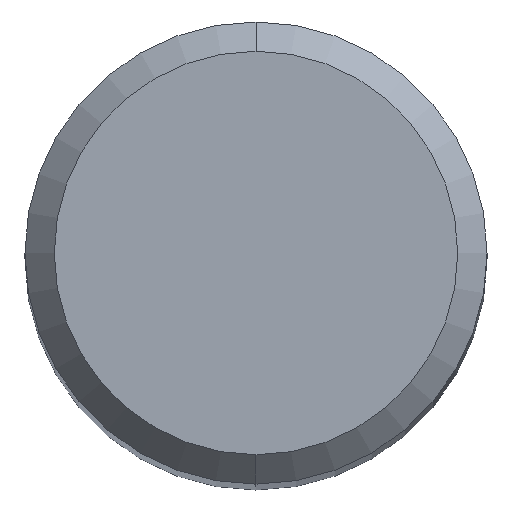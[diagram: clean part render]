
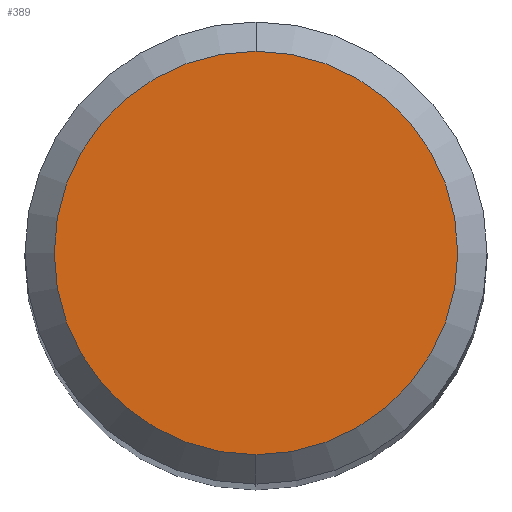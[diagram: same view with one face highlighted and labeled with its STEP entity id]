
A CAD part, top view. The second image highlights one B-rep face of the part: STEP entity #389.
In plain terms, the highlighted planar face has unit normal (0, 0, 1).
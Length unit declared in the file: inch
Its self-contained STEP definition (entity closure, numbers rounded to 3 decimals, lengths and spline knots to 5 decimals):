
#16 = CARTESIAN_POINT ( 'NONE',  ( 0., 0.1031, 0. ) ) ;
#24 = CARTESIAN_POINT ( 'NONE',  ( 0., 0., 0. ) ) ;
#69 = DIRECTION ( 'NONE',  ( 0., 0., 1. ) ) ;
#81 = PLANE ( 'NONE',  #484 ) ;
#105 = DIRECTION ( 'NONE',  ( 0., 1., 0. ) ) ;
#109 = DIRECTION ( 'NONE',  ( 0., 0., -1. ) ) ;
#142 = EDGE_CURVE ( 'NONE', #328, #408, #553, .T. ) ;
#191 = ORIENTED_EDGE ( 'NONE', *, *, #365, .T. ) ;
#217 = CARTESIAN_POINT ( 'NONE',  ( 0., 0., 0. ) ) ;
#224 = CIRCLE ( 'NONE', #521, 0.1031 ) ;
#262 = DIRECTION ( 'NONE',  ( 0., -1., 0. ) ) ;
#265 = DIRECTION ( 'NONE',  ( 0., 0., 1. ) ) ;
#299 = EDGE_LOOP ( 'NONE', ( #406, #191 ) ) ;
#327 = CARTESIAN_POINT ( 'NONE',  ( 0., -0.1031, 0. ) ) ;
#328 = VERTEX_POINT ( 'NONE', #16 ) ;
#331 = FACE_OUTER_BOUND ( 'NONE', #299, .T. ) ;
#365 = EDGE_CURVE ( 'NONE', #408, #328, #224, .T. ) ;
#372 = AXIS2_PLACEMENT_3D ( 'NONE', #217, #265, #262 ) ;
#373 = DIRECTION ( 'NONE',  ( 0., -1., 0. ) ) ;
#389 = ADVANCED_FACE ( 'NONE', ( #331 ), #81, .F. ) ;
#406 = ORIENTED_EDGE ( 'NONE', *, *, #142, .T. ) ;
#408 = VERTEX_POINT ( 'NONE', #327 ) ;
#484 = AXIS2_PLACEMENT_3D ( 'NONE', #510, #109, #105 ) ;
#510 = CARTESIAN_POINT ( 'NONE',  ( 0., 0.1031, 0. ) ) ;
#521 = AXIS2_PLACEMENT_3D ( 'NONE', #24, #69, #373 ) ;
#553 = CIRCLE ( 'NONE', #372, 0.1031 ) ;
